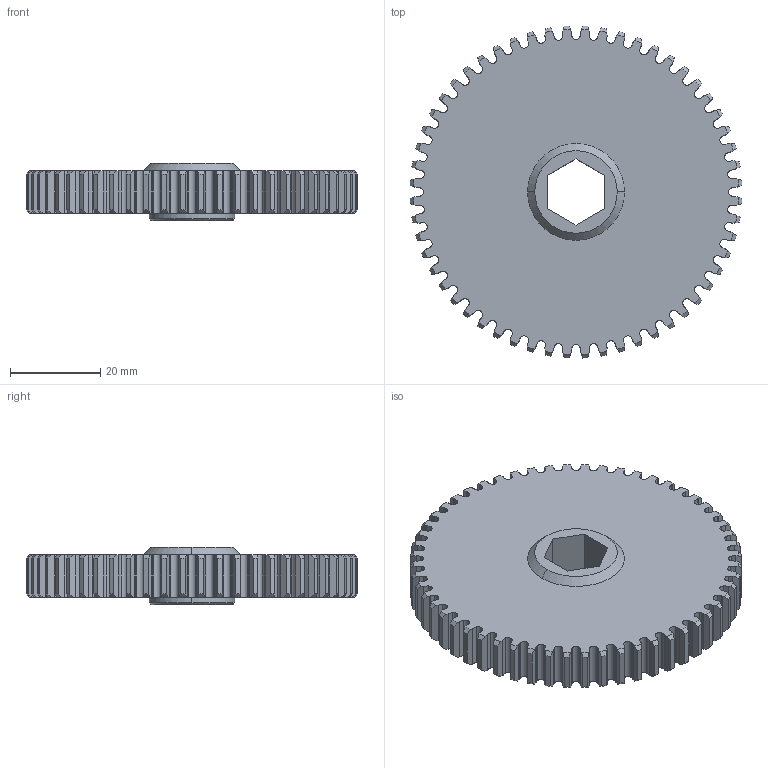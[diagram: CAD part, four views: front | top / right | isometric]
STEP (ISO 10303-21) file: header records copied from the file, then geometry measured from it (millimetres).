
FILE_DESCRIPTION (( 'STEP AP203' ), '1' );
FILE_NAME ('REV-21-1939_RevA.STEP', '2021-04-01T18:43:40', ( '' ), ( '' ), 'SwSTEP 2.0', 'SolidWorks 2019', '' );
FILE_SCHEMA (( 'CONFIG_CONTROL_DESIGN' ));
Length unit declared in the file: millimetre
Products named in the file (1): REV-21-1939_RevA
Bounding box: 73.6 x 73.6 x 12.7 mm (x, y, z)
Volume: 16967.9 mm3; surface area: 14011.9 mm2
Topology: 1 solids, 1 shells, 608 faces, 1806 edges, 1202 vertices
Faces by surface type: bspline 224, cylinder 137, plane 126, cone 117, torus 4
Entity records: 27128 total; most frequent: CARTESIAN_POINT 12359, ORIENTED_EDGE 3612, DIRECTION 2305, EDGE_CURVE 1806, VERTEX_POINT 1202, AXIS2_PLACEMENT_3D 788, VECTOR 729, LINE 729
